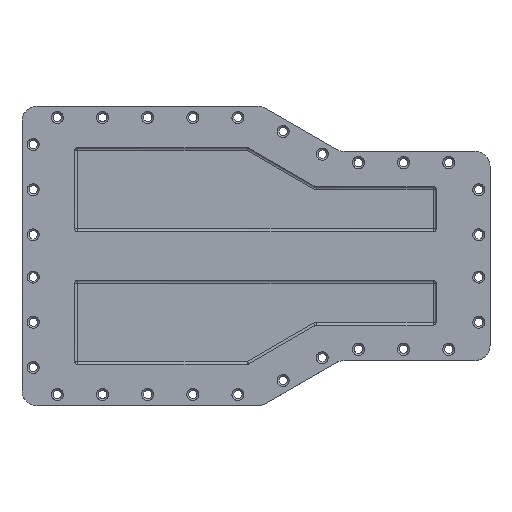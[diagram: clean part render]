
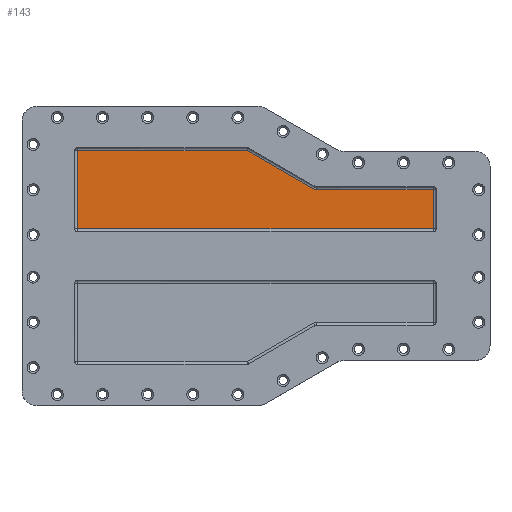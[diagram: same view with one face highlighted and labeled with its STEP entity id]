
A CAD part, top view. The second image highlights one B-rep face of the part: STEP entity #143.
In plain terms, the highlighted planar face has unit normal (0, 0, 1).
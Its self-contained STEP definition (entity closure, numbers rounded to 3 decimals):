
#143=ADVANCED_FACE('',(#638),#7055,.T.);
#638=FACE_OUTER_BOUND('',#1165,.T.);
#1165=EDGE_LOOP('',(#1914,#1915,#1916,#1917,#1918,#1919,#1920));
#1914=ORIENTED_EDGE('',*,*,#4059,.T.);
#1915=ORIENTED_EDGE('',*,*,#4064,.T.);
#1916=ORIENTED_EDGE('',*,*,#4111,.T.);
#1917=ORIENTED_EDGE('',*,*,#4112,.T.);
#1918=ORIENTED_EDGE('',*,*,#4113,.T.);
#1919=ORIENTED_EDGE('',*,*,#4114,.T.);
#1920=ORIENTED_EDGE('',*,*,#4115,.T.);
#4059=EDGE_CURVE('',#6356,#6358,#5796,.T.);
#4064=EDGE_CURVE('',#6358,#6346,#5183,.T.);
#4111=EDGE_CURVE('',#6346,#6352,#5211,.T.);
#4112=EDGE_CURVE('',#6352,#6361,#5212,.T.);
#4113=EDGE_CURVE('',#6361,#6371,#5213,.T.);
#4114=EDGE_CURVE('',#6371,#6366,#5214,.T.);
#4115=EDGE_CURVE('',#6366,#6356,#5215,.T.);
#5183=B_SPLINE_CURVE_WITH_KNOTS('',1,(#17620,#17621),.UNSPECIFIED.,.F.,
 .F.,(2,2),(-127.321,0.),.UNSPECIFIED.);
#5211=B_SPLINE_CURVE_WITH_KNOTS('',1,(#17737,#17738),.UNSPECIFIED.,.F.,
 .F.,(2,2),(-281.077,0.),.UNSPECIFIED.);
#5212=B_SPLINE_CURVE_WITH_KNOTS('',1,(#17739,#17740),.UNSPECIFIED.,.F.,
 .F.,(2,2),(-130.,0.),.UNSPECIFIED.);
#5213=B_SPLINE_CURVE_WITH_KNOTS('',1,(#17741,#17742),.UNSPECIFIED.,.F.,
 .F.,(2,2),(-590.,0.),.UNSPECIFIED.);
#5214=B_SPLINE_CURVE_WITH_KNOTS('',1,(#17743,#17744),.UNSPECIFIED.,.F.,
 .F.,(2,2),(-65.,0.),.UNSPECIFIED.);
#5215=B_SPLINE_CURVE_WITH_KNOTS('',1,(#17745,#17746),.UNSPECIFIED.,.F.,
 .F.,(2,2),(-193.66,0.),.UNSPECIFIED.);
#5796=(
BOUNDED_CURVE()
B_SPLINE_CURVE(2,(#17607,#17608,#17609),.UNSPECIFIED.,.F.,.F.)
B_SPLINE_CURVE_WITH_KNOTS((3,3),(-5.236,0.),.UNSPECIFIED.)
CURVE()
GEOMETRIC_REPRESENTATION_ITEM()
RATIONAL_B_SPLINE_CURVE((1.,0.966,1.))
REPRESENTATION_ITEM('')
);
#6346=VERTEX_POINT('',#16808);
#6352=VERTEX_POINT('',#16814);
#6356=VERTEX_POINT('',#16818);
#6358=VERTEX_POINT('',#16820);
#6361=VERTEX_POINT('',#16823);
#6366=VERTEX_POINT('',#16828);
#6371=VERTEX_POINT('',#16833);
#7055=PLANE('',#7614);
#7614=AXIS2_PLACEMENT_3D('',#8358,#7705,$);
#7705=DIRECTION('',(0.,0.,1.));
#8358=CARTESIAN_POINT('',(-334.12,31.88,15.));
#16808=CARTESIAN_POINT('',(6.077,175.,15.));
#16814=CARTESIAN_POINT('',(-275.,175.,15.));
#16818=CARTESIAN_POINT('',(121.34,110.,15.));
#16820=CARTESIAN_POINT('',(116.34,111.34,15.));
#16823=CARTESIAN_POINT('',(-275.,45.,15.));
#16828=CARTESIAN_POINT('',(315.,110.,15.));
#16833=CARTESIAN_POINT('',(315.,45.,15.));
#17607=CARTESIAN_POINT('',(121.34,110.,15.));
#17608=CARTESIAN_POINT('',(118.66,110.,15.));
#17609=CARTESIAN_POINT('',(116.34,111.34,15.));
#17620=CARTESIAN_POINT('',(116.34,111.34,15.));
#17621=CARTESIAN_POINT('',(6.077,175.,15.));
#17737=CARTESIAN_POINT('',(6.077,175.,15.));
#17738=CARTESIAN_POINT('',(-275.,175.,15.));
#17739=CARTESIAN_POINT('',(-275.,175.,15.));
#17740=CARTESIAN_POINT('',(-275.,45.,15.));
#17741=CARTESIAN_POINT('',(-275.,45.,15.));
#17742=CARTESIAN_POINT('',(315.,45.,15.));
#17743=CARTESIAN_POINT('',(315.,45.,15.));
#17744=CARTESIAN_POINT('',(315.,110.,15.));
#17745=CARTESIAN_POINT('',(315.,110.,15.));
#17746=CARTESIAN_POINT('',(121.34,110.,15.));
